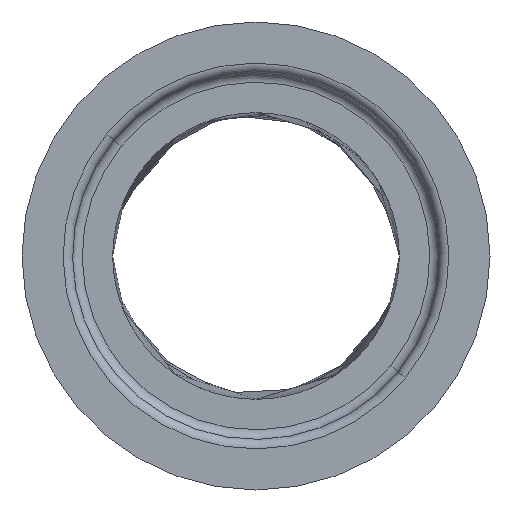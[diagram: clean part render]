
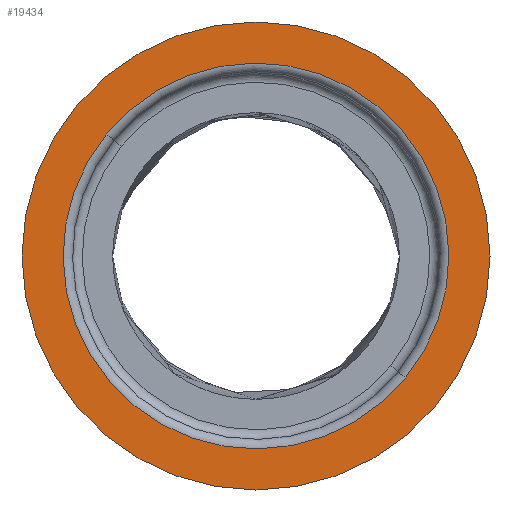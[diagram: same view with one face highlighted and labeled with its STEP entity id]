
A CAD part, front view. The second image highlights one B-rep face of the part: STEP entity #19434.
In plain terms, the highlighted face is planar.
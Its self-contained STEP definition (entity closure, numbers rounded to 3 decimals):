
#105 = CARTESIAN_POINT ( 'NONE',  ( -245., 0., -80. ) ) ;
#391 = DIRECTION ( 'NONE',  ( 0., 0., -1. ) ) ;
#616 = VERTEX_POINT ( 'NONE', #105 ) ;
#1140 = DIRECTION ( 'NONE',  ( -1., 0., 0. ) ) ;
#1371 = CARTESIAN_POINT ( 'NONE',  ( 0., 0., -80. ) ) ;
#1844 = EDGE_LOOP ( 'NONE', ( #11048, #13768 ) ) ;
#1865 = AXIS2_PLACEMENT_3D ( 'NONE', #14369, #5727, #18582 ) ;
#1884 = FACE_OUTER_BOUND ( 'NONE', #1844, .T. ) ;
#1959 = ORIENTED_EDGE ( 'NONE', *, *, #17728, .T. ) ;
#2353 = CIRCLE ( 'NONE', #18288, 202. ) ;
#2803 = AXIS2_PLACEMENT_3D ( 'NONE', #6968, #14094, #3250 ) ;
#3187 = DIRECTION ( 'NONE',  ( 0., 0., 1. ) ) ;
#3250 = DIRECTION ( 'NONE',  ( 0.775, 0.632, 0. ) ) ;
#4282 = CARTESIAN_POINT ( 'NONE',  ( 245., 0., -80. ) ) ;
#4408 = EDGE_LOOP ( 'NONE', ( #17744, #1959 ) ) ;
#4994 = VERTEX_POINT ( 'NONE', #16834 ) ;
#5727 = DIRECTION ( 'NONE',  ( 0., 0., 1. ) ) ;
#6968 = CARTESIAN_POINT ( 'NONE',  ( 0., 0., -80. ) ) ;
#7243 = PLANE ( 'NONE',  #1865 ) ;
#8427 = CARTESIAN_POINT ( 'NONE',  ( 0., 0., -80. ) ) ;
#11048 = ORIENTED_EDGE ( 'NONE', *, *, #13160, .T. ) ;
#11838 = VERTEX_POINT ( 'NONE', #4282 ) ;
#12006 = CARTESIAN_POINT ( 'NONE',  ( 156.475, 127.748, -80. ) ) ;
#12365 = AXIS2_PLACEMENT_3D ( 'NONE', #1371, #18679, #1140 ) ;
#12465 = CIRCLE ( 'NONE', #22550, 245. ) ;
#13160 = EDGE_CURVE ( 'NONE', #616, #11838, #20593, .T. ) ;
#13768 = ORIENTED_EDGE ( 'NONE', *, *, #22763, .T. ) ;
#14094 = DIRECTION ( 'NONE',  ( 0., 0., 1. ) ) ;
#14369 = CARTESIAN_POINT ( 'NONE',  ( 0., 0., -80. ) ) ;
#15001 = VERTEX_POINT ( 'NONE', #12006 ) ;
#16834 = CARTESIAN_POINT ( 'NONE',  ( -156.475, -127.748, -80. ) ) ;
#16979 = DIRECTION ( 'NONE',  ( 0.775, 0.632, 0. ) ) ;
#17728 = EDGE_CURVE ( 'NONE', #4994, #15001, #2353, .T. ) ;
#17744 = ORIENTED_EDGE ( 'NONE', *, *, #22290, .T. ) ;
#18288 = AXIS2_PLACEMENT_3D ( 'NONE', #8427, #3187, #16979 ) ;
#18582 = DIRECTION ( 'NONE',  ( 1., 0., 0. ) ) ;
#18679 = DIRECTION ( 'NONE',  ( 0., 0., -1. ) ) ;
#19434 = ADVANCED_FACE ( 'NONE', ( #21378, #1884 ), #7243, .F. ) ;
#19683 = CARTESIAN_POINT ( 'NONE',  ( 0., 0., -80. ) ) ;
#20144 = DIRECTION ( 'NONE',  ( -1., 0., 0. ) ) ;
#20593 = CIRCLE ( 'NONE', #12365, 245. ) ;
#21378 = FACE_BOUND ( 'NONE', #4408, .T. ) ;
#22290 = EDGE_CURVE ( 'NONE', #15001, #4994, #22566, .T. ) ;
#22550 = AXIS2_PLACEMENT_3D ( 'NONE', #19683, #391, #20144 ) ;
#22566 = CIRCLE ( 'NONE', #2803, 202. ) ;
#22763 = EDGE_CURVE ( 'NONE', #11838, #616, #12465, .T. ) ;
